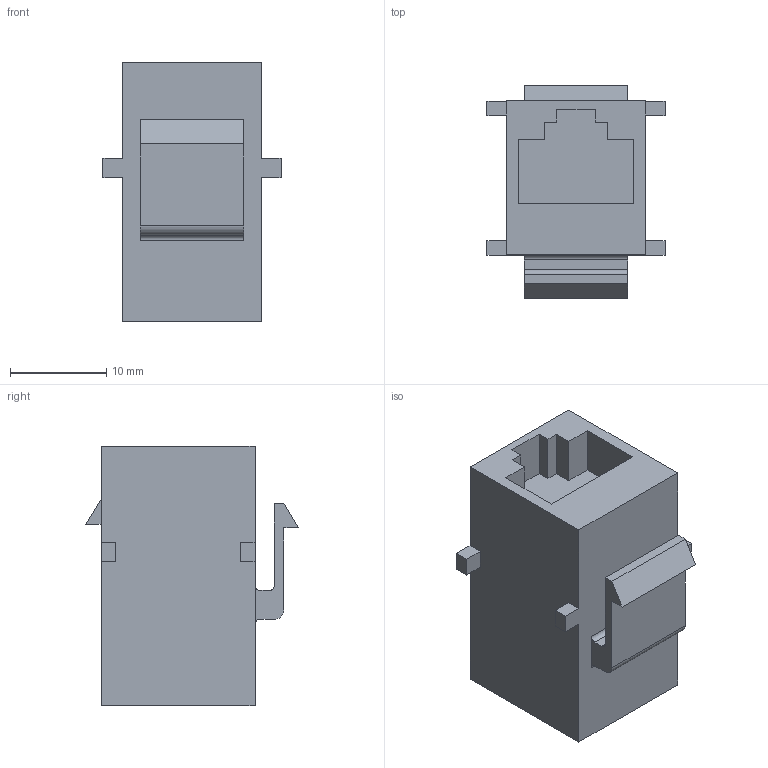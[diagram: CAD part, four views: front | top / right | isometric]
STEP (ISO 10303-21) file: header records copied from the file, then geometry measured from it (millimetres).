
FILE_DESCRIPTION (( 'STEP AP203' ), '1' );
FILE_NAME ('CS7-1C5EU ITK Ïðîõîäíîé àäàïòåð êàò.5E UTP, RJ45-RJ45, òèï Keystone Jack.STEP', '2016-09-29T07:20:08', ( '' ), ( '' ), 'SwSTEP 2.0', 'SolidWorks 2014', '' );
FILE_SCHEMA (( 'CONFIG_CONTROL_DESIGN' ));
Length unit declared in the file: millimetre
Products named in the file (2): CS7-1C5EU ITK Ïðîõîäíîé àäàïòåð êàò.5E UTP, RJ45-RJ45, òèï Keystone Jack
Bounding box: 18.5 x 22.1 x 27 mm (x, y, z)
Volume: 5551.5 mm3; surface area: 2937.3 mm2
Topology: 1 solids, 1 shells, 65 faces, 177 edges, 118 vertices
Faces by surface type: plane 61, cylinder 4
Entity records: 2174 total; most frequent: CARTESIAN_POINT 362, ORIENTED_EDGE 354, DIRECTION 319, EDGE_CURVE 177, VECTOR 169, LINE 169, VERTEX_POINT 118, AXIS2_PLACEMENT_3D 75
